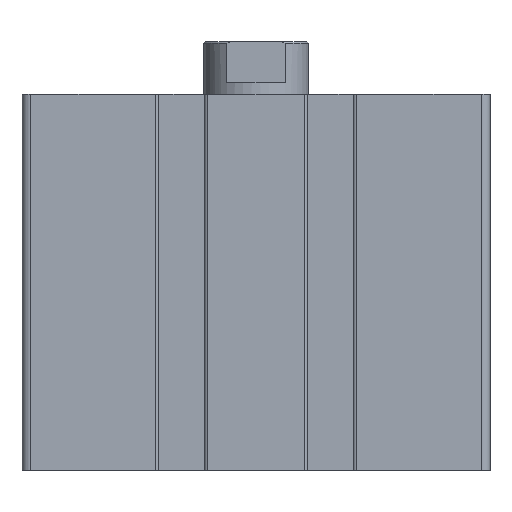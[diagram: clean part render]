
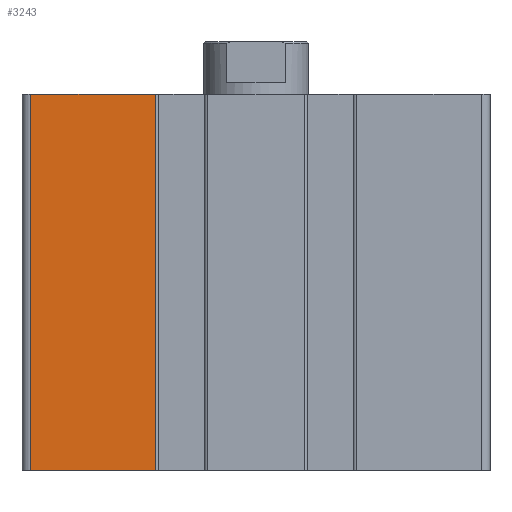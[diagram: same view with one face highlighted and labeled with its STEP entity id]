
A CAD part, front view. The second image highlights one B-rep face of the part: STEP entity #3243.
In plain terms, the highlighted planar face has unit normal (0, -1, 0).
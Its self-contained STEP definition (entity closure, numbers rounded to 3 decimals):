
#345=ORIENTED_EDGE('',*,*,#1298,.F.);
#346=ORIENTED_EDGE('',*,*,#1297,.F.);
#347=ORIENTED_EDGE('',*,*,#1299,.T.);
#348=ORIENTED_EDGE('',*,*,#1300,.T.);
#1297=EDGE_CURVE('',#1773,#1772,#2108,.T.);
#1298=EDGE_CURVE('',#1772,#1774,#2109,.T.);
#1299=EDGE_CURVE('',#1773,#1775,#2110,.T.);
#1300=EDGE_CURVE('',#1775,#1774,#2111,.T.);
#1772=VERTEX_POINT('',#4926);
#1773=VERTEX_POINT('',#4928);
#1774=VERTEX_POINT('',#4932);
#1775=VERTEX_POINT('',#4934);
#2108=LINE('',#4929,#2384);
#2109=LINE('',#4931,#2385);
#2110=LINE('',#4933,#2386);
#2111=LINE('',#4935,#2387);
#2384=VECTOR('',#3866,1000.);
#2385=VECTOR('',#3869,1000.);
#2386=VECTOR('',#3870,1000.);
#2387=VECTOR('',#3871,1000.);
#2658=EDGE_LOOP('',(#345,#346,#347,#348));
#2906=FACE_BOUND('',#2658,.T.);
#3154=PLANE('',#3464);
#3243=ADVANCED_FACE('',(#2906),#3154,.T.);
#3464=AXIS2_PLACEMENT_3D('',#4930,#3867,#3868);
#3866=DIRECTION('',(0.,0.,1.));
#3867=DIRECTION('',(0.,-1.,0.));
#3868=DIRECTION('',(0.,0.,-1.));
#3869=DIRECTION('',(1.,0.,0.));
#3870=DIRECTION('',(1.,0.,0.));
#3871=DIRECTION('',(0.,0.,1.));
#4926=CARTESIAN_POINT('',(-25.75,-26.75,0.));
#4928=CARTESIAN_POINT('',(-25.75,-26.75,-43.));
#4929=CARTESIAN_POINT('',(-25.75,-26.75,-43.));
#4930=CARTESIAN_POINT('',(-25.75,-26.75,-43.));
#4931=CARTESIAN_POINT('',(-25.75,-26.75,0.));
#4932=CARTESIAN_POINT('',(-11.5,-26.75,0.));
#4933=CARTESIAN_POINT('',(-25.75,-26.75,-43.));
#4934=CARTESIAN_POINT('',(-11.5,-26.75,-43.));
#4935=CARTESIAN_POINT('',(-11.5,-26.75,-43.));
